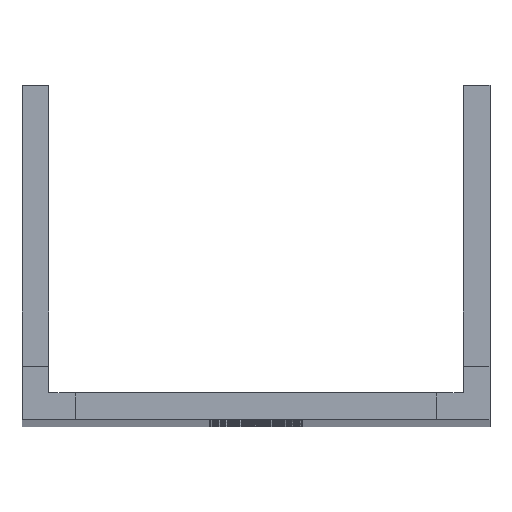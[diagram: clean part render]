
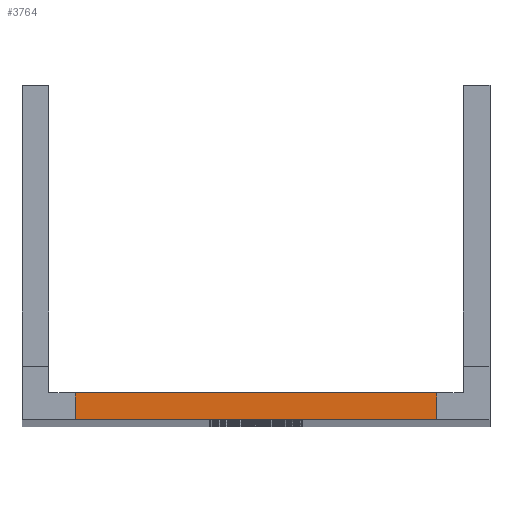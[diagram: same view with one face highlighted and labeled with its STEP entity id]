
A CAD part, top view. The second image highlights one B-rep face of the part: STEP entity #3764.
In plain terms, the highlighted planar face has unit normal (0, 0, 1).
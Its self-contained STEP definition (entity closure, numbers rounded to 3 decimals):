
#20 = EDGE_LOOP ( 'NONE', ( #1995, #4160, #991, #1933 ) ) ;
#68 = VECTOR ( 'NONE', #1064, 1000. ) ;
#76 = LINE ( 'NONE', #796, #5558 ) ;
#297 = PLANE ( 'NONE',  #5549 ) ;
#796 = CARTESIAN_POINT ( 'NONE',  ( -35., 4., 600. ) ) ;
#946 = LINE ( 'NONE', #5697, #6440 ) ;
#991 = ORIENTED_EDGE ( 'NONE', *, *, #1755, .F. ) ;
#1064 = DIRECTION ( 'NONE',  ( 1., 0., 0. ) ) ;
#1339 = DIRECTION ( 'NONE',  ( 0., 0., 1. ) ) ;
#1529 = DIRECTION ( 'NONE',  ( 0., -1., 0. ) ) ;
#1662 = VERTEX_POINT ( 'NONE', #1695 ) ;
#1695 = CARTESIAN_POINT ( 'NONE',  ( 27., 0., 600. ) ) ;
#1755 = EDGE_CURVE ( 'NONE', #5807, #1974, #76, .T. ) ;
#1933 = ORIENTED_EDGE ( 'NONE', *, *, #3264, .T. ) ;
#1974 = VERTEX_POINT ( 'NONE', #4771 ) ;
#1995 = ORIENTED_EDGE ( 'NONE', *, *, #2227, .T. ) ;
#2159 = VERTEX_POINT ( 'NONE', #2190 ) ;
#2190 = CARTESIAN_POINT ( 'NONE',  ( -27., 0., 600. ) ) ;
#2227 = EDGE_CURVE ( 'NONE', #2159, #1662, #4309, .T. ) ;
#2559 = CARTESIAN_POINT ( 'NONE',  ( -35., 0., 600. ) ) ;
#2913 = DIRECTION ( 'NONE',  ( 1., 0., 0. ) ) ;
#3010 = FACE_OUTER_BOUND ( 'NONE', #20, .T. ) ;
#3264 = EDGE_CURVE ( 'NONE', #5807, #2159, #5785, .T. ) ;
#3417 = CARTESIAN_POINT ( 'NONE',  ( 31., 8., 600. ) ) ;
#3764 = ADVANCED_FACE ( 'NONE', ( #3010 ), #297, .T. ) ;
#3894 = EDGE_CURVE ( 'NONE', #1662, #1974, #946, .T. ) ;
#3949 = VECTOR ( 'NONE', #1529, 1000. ) ;
#4160 = ORIENTED_EDGE ( 'NONE', *, *, #3894, .T. ) ;
#4174 = CARTESIAN_POINT ( 'NONE',  ( -27., 4., 600. ) ) ;
#4309 = LINE ( 'NONE', #2559, #68 ) ;
#4675 = DIRECTION ( 'NONE',  ( 0., 1., 0. ) ) ;
#4771 = CARTESIAN_POINT ( 'NONE',  ( 27., 4., 600. ) ) ;
#5071 = DIRECTION ( 'NONE',  ( 1., 0., 0. ) ) ;
#5549 = AXIS2_PLACEMENT_3D ( 'NONE', #3417, #1339, #5071 ) ;
#5558 = VECTOR ( 'NONE', #2913, 1000. ) ;
#5640 = CARTESIAN_POINT ( 'NONE',  ( -27., 4., 600. ) ) ;
#5697 = CARTESIAN_POINT ( 'NONE',  ( 27., 0., 600. ) ) ;
#5785 = LINE ( 'NONE', #4174, #3949 ) ;
#5807 = VERTEX_POINT ( 'NONE', #5640 ) ;
#6440 = VECTOR ( 'NONE', #4675, 1000. ) ;
